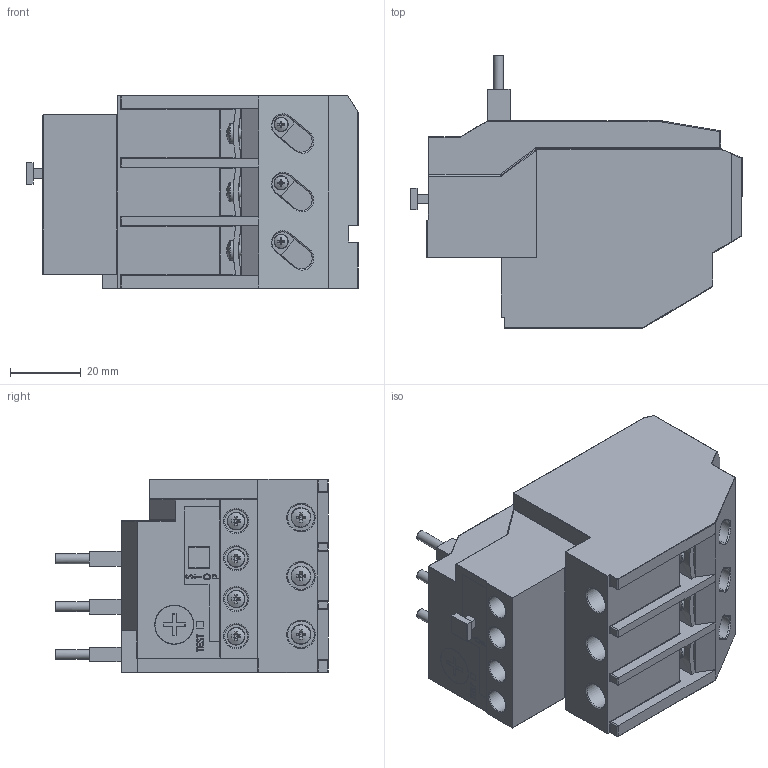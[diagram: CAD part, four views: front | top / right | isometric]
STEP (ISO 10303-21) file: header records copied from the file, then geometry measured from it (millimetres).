
FILE_DESCRIPTION (( 'STEP AP203' ), '1' );
FILE_NAME ('DRT20-0028-0036 Ðåëå ÐÒÈ-2355 ýëåêòðîòåïëîâîå 28-36À ÈÝÊ.STEP', '2017-12-25T12:02:09', ( '' ), ( '' ), 'SwSTEP 2.0', 'SolidWorks 2014', '' );
FILE_SCHEMA (( 'CONFIG_CONTROL_DESIGN' ));
Length unit declared in the file: millimetre
Products named in the file (1): DRT20-0028-0036 Ðåëå ÐÒÈ-2355 ýëåêòðîòåïëîâîå 28-36À ÈÝÊ
Bounding box: 93.7 x 77 x 54.5 mm (x, y, z)
Volume: 203596.6 mm3; surface area: 31487 mm2
Topology: 1 solids, 4 shells, 842 faces, 2080 edges, 1254 vertices
Faces by surface type: plane 407, cylinder 189, bspline 172, cone 74
Full cylindrical faces by diameter (mm): 1.5 x3, 2.8 x3, 3 x3, 4 x3, 5 x4, 5.6 x3, 6.5 x4, 7.5 x6, 11 x1
Entity records: 32879 total; most frequent: CARTESIAN_POINT 15595, ORIENTED_EDGE 3914, DIRECTION 2849, EDGE_CURVE 1957, VERTEX_POINT 1216, AXIS2_PLACEMENT_3D 954, EDGE_LOOP 953, VECTOR 941
